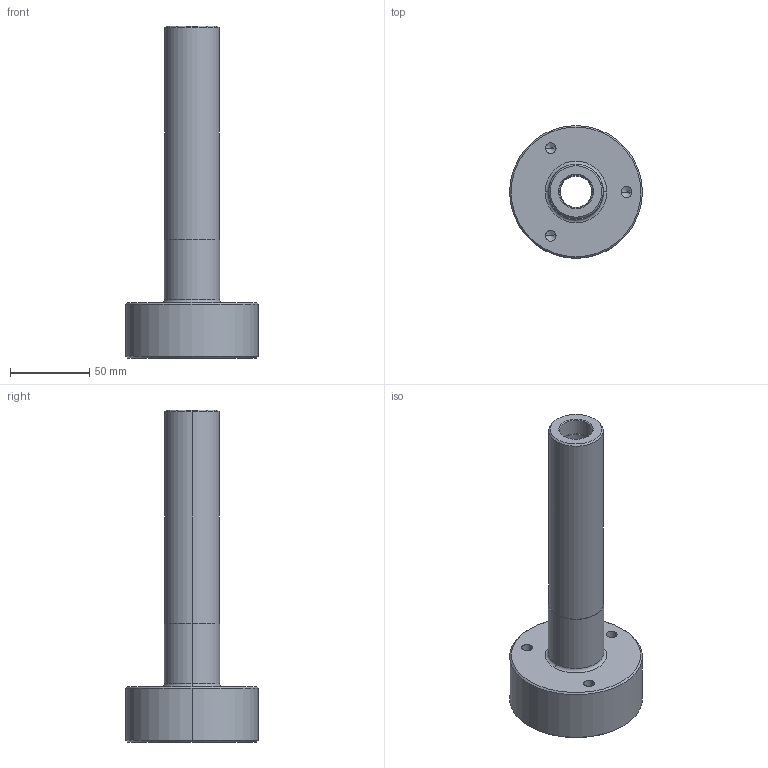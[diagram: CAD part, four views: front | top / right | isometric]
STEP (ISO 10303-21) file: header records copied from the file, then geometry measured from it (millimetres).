
FILE_DESCRIPTION (( 'STEP AP203' ), '1' );
FILE_NAME ('XWG0103-D-ALU-ENTONNOIR.STEP', '2024-04-24T16:34:59', ( '' ), ( '' ), 'SwSTEP 2.0', 'SolidWorks 2021', '' );
FILE_SCHEMA (( 'CONFIG_CONTROL_DESIGN' ));
Length unit declared in the file: millimetre
Products named in the file (1): XWG0103-D-ALU-ENTONNOIR
Bounding box: 84 x 84 x 210 mm (x, y, z)
Volume: 222326.5 mm3; surface area: 53165.2 mm2
Topology: 1 solids, 1 shells, 41 faces, 88 edges, 49 vertices
Faces by surface type: cone 18, cylinder 16, plane 5, torus 2
Entity records: 1149 total; most frequent: DIRECTION 214, CARTESIAN_POINT 173, ORIENTED_EDGE 164, AXIS2_PLACEMENT_3D 90, EDGE_CURVE 82, EDGE_LOOP 49, VERTEX_POINT 49, CIRCLE 48
